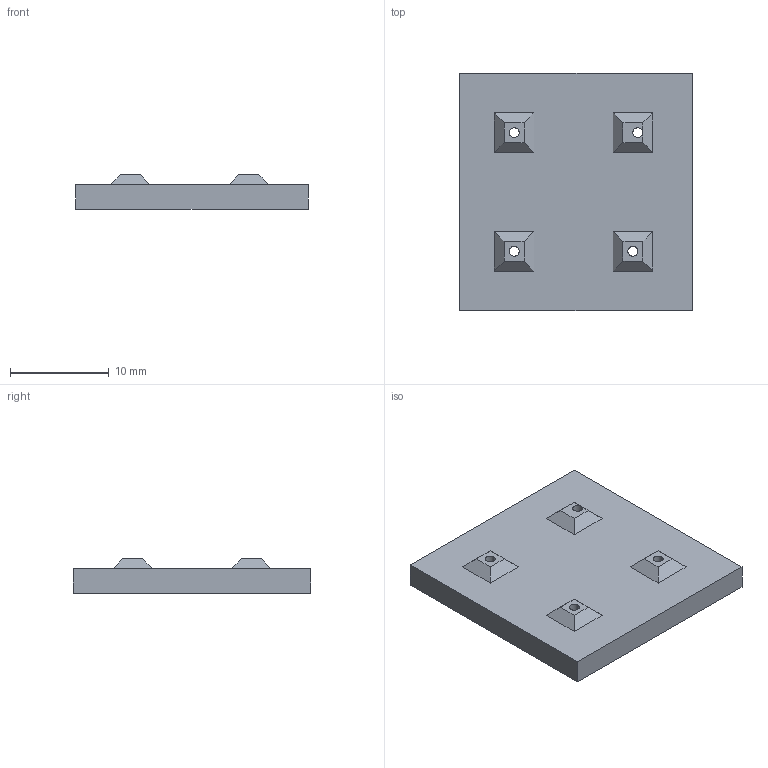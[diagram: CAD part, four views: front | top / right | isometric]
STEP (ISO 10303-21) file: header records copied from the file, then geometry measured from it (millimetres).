
FILE_DESCRIPTION (( 'STEP AP203' ), '1' );
FILE_NAME ('Phantom2_Cover.STEP', '2018-03-15T08:06:47', ( '' ), ( '' ), 'SwSTEP 2.0', 'SolidWorks 2016', '' );
FILE_SCHEMA (( 'CONFIG_CONTROL_DESIGN' ));
Length unit declared in the file: millimetre
Products named in the file (1): Phantom2_Cover
Bounding box: 23.5 x 24 x 3.5 mm (x, y, z)
Volume: 1436.3 mm3; surface area: 1423.1 mm2
Topology: 1 solids, 1 shells, 34 faces, 85 edges, 56 vertices
Faces by surface type: plane 26, cylinder 8
Entity records: 1102 total; most frequent: CARTESIAN_POINT 176, DIRECTION 171, ORIENTED_EDGE 170, EDGE_CURVE 85, LINE 69, VECTOR 69, VERTEX_POINT 56, AXIS2_PLACEMENT_3D 51
